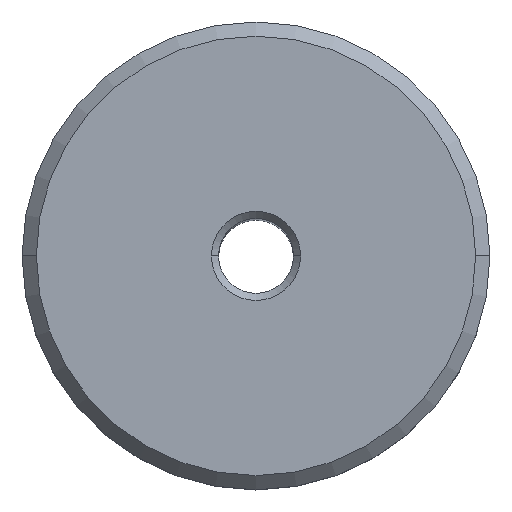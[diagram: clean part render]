
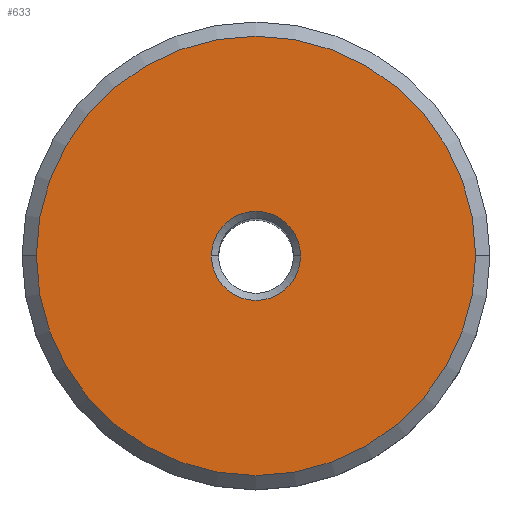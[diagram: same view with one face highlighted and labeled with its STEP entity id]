
A CAD part, top view. The second image highlights one B-rep face of the part: STEP entity #633.
In plain terms, the highlighted planar face has unit normal (0, 0, 1).
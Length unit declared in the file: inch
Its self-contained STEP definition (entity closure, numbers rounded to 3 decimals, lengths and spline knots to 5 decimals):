
#36 = CARTESIAN_POINT ( 'NONE',  ( 0., 0.49213, 0. ) ) ;
#40 = DIRECTION ( 'NONE',  ( -1., 0., 0. ) ) ;
#57 = DIRECTION ( 'NONE',  ( -1., 0., 0. ) ) ;
#77 = CIRCLE ( 'NONE', #389, 0.46213 ) ;
#101 = ORIENTED_EDGE ( 'NONE', *, *, #123, .T. ) ;
#121 = VERTEX_POINT ( 'NONE', #965 ) ;
#123 = EDGE_CURVE ( 'NONE', #638, #121, #77, .T. ) ;
#140 = EDGE_CURVE ( 'NONE', #725, #264, #634, .T. ) ;
#156 = CIRCLE ( 'NONE', #563, 0.09374 ) ;
#213 = CARTESIAN_POINT ( 'NONE',  ( -0.46213, 0., 0. ) ) ;
#227 = DIRECTION ( 'NONE',  ( 0., 0., -1. ) ) ;
#264 = VERTEX_POINT ( 'NONE', #835 ) ;
#291 = DIRECTION ( 'NONE',  ( 0., 0., 1. ) ) ;
#362 = DIRECTION ( 'NONE',  ( 0., 0., -1. ) ) ;
#389 = AXIS2_PLACEMENT_3D ( 'NONE', #723, #291, #553 ) ;
#393 = DIRECTION ( 'NONE',  ( 0., 0., -1. ) ) ;
#415 = CARTESIAN_POINT ( 'NONE',  ( 0., 0., 0. ) ) ;
#457 = EDGE_LOOP ( 'NONE', ( #101, #674 ) ) ;
#472 = DIRECTION ( 'NONE',  ( -1., 0., 0. ) ) ;
#477 = ORIENTED_EDGE ( 'NONE', *, *, #140, .T. ) ;
#504 = AXIS2_PLACEMENT_3D ( 'NONE', #796, #362, #717 ) ;
#553 = DIRECTION ( 'NONE',  ( -1., 0., 0. ) ) ;
#563 = AXIS2_PLACEMENT_3D ( 'NONE', #415, #227, #472 ) ;
#602 = CARTESIAN_POINT ( 'NONE',  ( 0.09374, 0., 0. ) ) ;
#633 = ADVANCED_FACE ( 'NONE', ( #658, #985 ), #645, .F. ) ;
#634 = CIRCLE ( 'NONE', #504, 0.09374 ) ;
#638 = VERTEX_POINT ( 'NONE', #213 ) ;
#645 = PLANE ( 'NONE',  #1104 ) ;
#658 = FACE_OUTER_BOUND ( 'NONE', #457, .T. ) ;
#674 = ORIENTED_EDGE ( 'NONE', *, *, #804, .T. ) ;
#676 = CARTESIAN_POINT ( 'NONE',  ( 0., 0., 0. ) ) ;
#717 = DIRECTION ( 'NONE',  ( -1., 0., 0. ) ) ;
#723 = CARTESIAN_POINT ( 'NONE',  ( 0., 0., 0. ) ) ;
#725 = VERTEX_POINT ( 'NONE', #602 ) ;
#762 = ORIENTED_EDGE ( 'NONE', *, *, #1092, .T. ) ;
#796 = CARTESIAN_POINT ( 'NONE',  ( 0., 0., 0. ) ) ;
#804 = EDGE_CURVE ( 'NONE', #121, #638, #1055, .T. ) ;
#835 = CARTESIAN_POINT ( 'NONE',  ( -0.09374, 0., 0. ) ) ;
#940 = EDGE_LOOP ( 'NONE', ( #477, #762 ) ) ;
#965 = CARTESIAN_POINT ( 'NONE',  ( 0.46213, 0., 0. ) ) ;
#985 = FACE_BOUND ( 'NONE', #940, .T. ) ;
#1055 = CIRCLE ( 'NONE', #1074, 0.46213 ) ;
#1074 = AXIS2_PLACEMENT_3D ( 'NONE', #676, #1106, #57 ) ;
#1092 = EDGE_CURVE ( 'NONE', #264, #725, #156, .T. ) ;
#1104 = AXIS2_PLACEMENT_3D ( 'NONE', #36, #393, #40 ) ;
#1106 = DIRECTION ( 'NONE',  ( 0., 0., 1. ) ) ;
